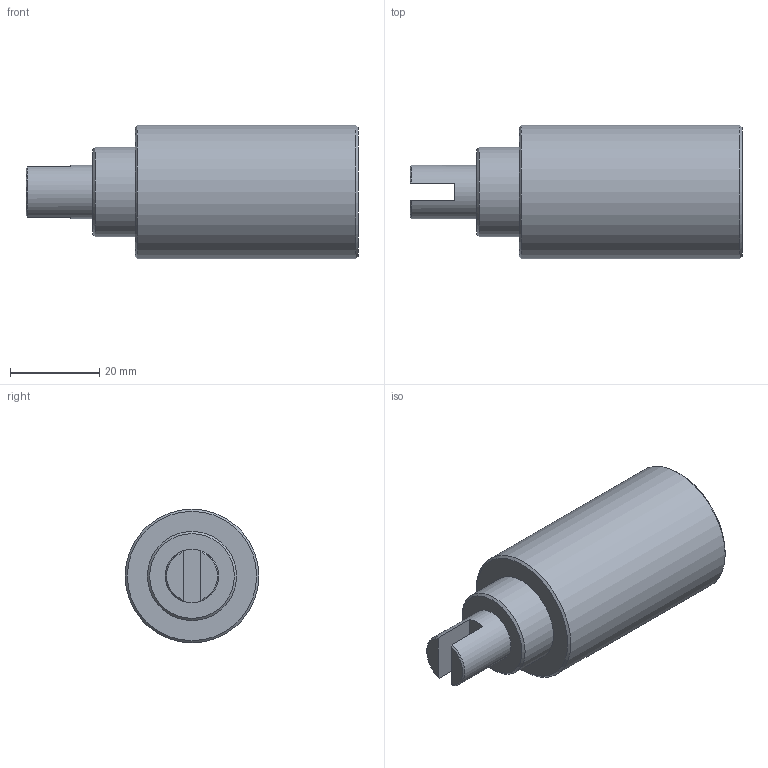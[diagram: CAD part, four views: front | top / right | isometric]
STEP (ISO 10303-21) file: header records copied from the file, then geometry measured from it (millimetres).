
FILE_DESCRIPTION(/* description */ (''),/* implementation_level */ '2;1');
FILE_NAME(/* name */ 'SDT3050L.stp',/* time_stamp */ '2022-08-11T15:47:51+01:00',/* author */ ('mar'),/* organization */ (''),/* preprocessor_version */ 'ST-DEVELOPER v16.5',/* originating_system */ 'Autodesk Inventor 2017',/* authorisation */ '');
FILE_SCHEMA (('AUTOMOTIVE_DESIGN { 1 0 10303 214 3 1 1 }'));
Length unit declared in the file: millimetre
Products named in the file (1): SDT3050L
Bounding box: 74.5 x 30 x 30 mm (x, y, z)
Volume: 39520.6 mm3; surface area: 7353.1 mm2
Topology: 1 solids, 1 shells, 16 faces, 33 edges, 21 vertices
Faces by surface type: plane 8, cone 5, cylinder 3
Full cylindrical faces by diameter (mm): 12 x1, 20 x1, 30 x1
Entity records: 414 total; most frequent: CARTESIAN_POINT 71, DIRECTION 70, ORIENTED_EDGE 52, AXIS2_PLACEMENT_3D 31, EDGE_CURVE 26, EDGE_LOOP 24, VERTEX_POINT 20, FACE_OUTER_BOUND 16
